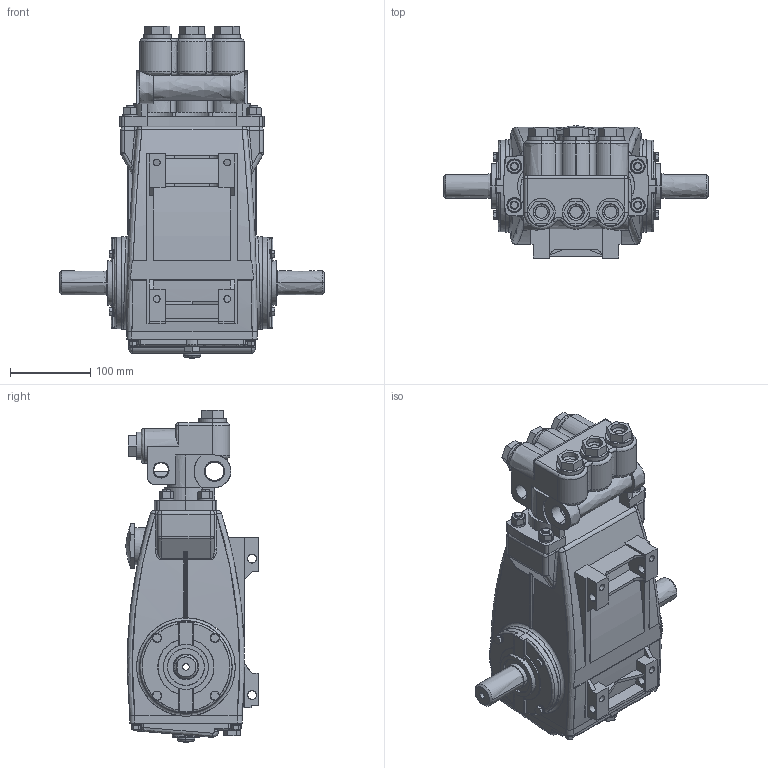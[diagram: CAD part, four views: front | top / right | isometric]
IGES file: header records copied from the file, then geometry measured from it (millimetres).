
Start section: SolidWorks IGES file using analytic representation for surfaces
Global section: file name: 660.IGS; native system: SolidWorks 2014; preprocessor: SolidWorks 2014; author: ejp; date: 140926.135700; units: millimetre
Bounding box: 329.95 x 164.93 x 413.44 mm (x, y, z)
Surface area: 368998 mm2 (no closed solid volume)
Topology: 0 solids, 0 shells, 867 faces, 13150 edges, 13137 vertices
Faces by surface type: bspline 503, revolution 364
